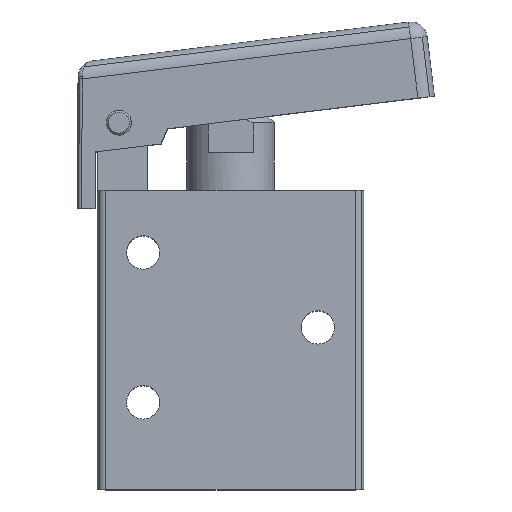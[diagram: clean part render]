
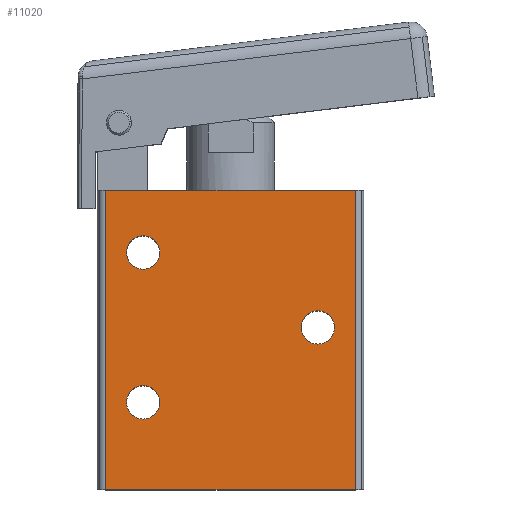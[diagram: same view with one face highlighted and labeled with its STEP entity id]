
A CAD part, top view. The second image highlights one B-rep face of the part: STEP entity #11020.
In plain terms, the highlighted planar face has unit normal (0, 0, 1).
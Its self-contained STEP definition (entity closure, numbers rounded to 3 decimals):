
#154=CARTESIAN_POINT('',(-8.5,10.5,8.0));
#155=VERTEX_POINT('',#154);
#171=CARTESIAN_POINT('',(-12.5,10.5,8.0));
#172=VERTEX_POINT('',#171);
#179=CARTESIAN_POINT('',(-10.5,10.5,8.0));
#180=DIRECTION('',(0.0,0.0,-1.0));
#181=DIRECTION('',(1.0,0.0,0.0));
#182=AXIS2_PLACEMENT_3D('',#179,#180,#181);
#183=CIRCLE('',#182,2.0);
#184=EDGE_CURVE('',#155,#172,#183,.T.);
#196=CARTESIAN_POINT('',(12.5,1.5,8.0));
#197=VERTEX_POINT('',#196);
#213=CARTESIAN_POINT('',(8.5,1.5,8.0));
#214=VERTEX_POINT('',#213);
#221=CARTESIAN_POINT('',(10.5,1.5,8.0));
#222=DIRECTION('',(0.0,0.0,-1.0));
#223=DIRECTION('',(1.0,0.0,0.0));
#224=AXIS2_PLACEMENT_3D('',#221,#222,#223);
#225=CIRCLE('',#224,2.0);
#226=EDGE_CURVE('',#197,#214,#225,.T.);
#238=CARTESIAN_POINT('',(-8.5,-7.5,8.0));
#239=VERTEX_POINT('',#238);
#255=CARTESIAN_POINT('',(-12.5,-7.5,8.0));
#256=VERTEX_POINT('',#255);
#263=CARTESIAN_POINT('',(-10.5,-7.5,8.0));
#264=DIRECTION('',(0.0,0.0,-1.0));
#265=DIRECTION('',(1.0,0.0,0.0));
#266=AXIS2_PLACEMENT_3D('',#263,#264,#265);
#267=CIRCLE('',#266,2.0);
#268=EDGE_CURVE('',#239,#256,#267,.T.);
#666=CARTESIAN_POINT('',(15.,18.,8.0));
#667=VERTEX_POINT('',#666);
#675=CARTESIAN_POINT('',(15.,-18.0,8.0));
#676=VERTEX_POINT('',#675);
#677=CARTESIAN_POINT('',(15.,18.,8.0));
#678=DIRECTION('',(0.0,-1.0,0.0));
#679=VECTOR('',#678,36.);
#680=LINE('',#677,#679);
#681=EDGE_CURVE('',#667,#676,#680,.T.);
#708=CARTESIAN_POINT('',(-15.0,-18.,8.0));
#709=VERTEX_POINT('',#708);
#717=CARTESIAN_POINT('',(-15.0,18.,8.0));
#718=VERTEX_POINT('',#717);
#719=CARTESIAN_POINT('',(-15.0,-18.,8.0));
#720=DIRECTION('',(0.0,1.0,0.0));
#721=VECTOR('',#720,36.);
#722=LINE('',#719,#721);
#723=EDGE_CURVE('',#709,#718,#722,.T.);
#10810=CARTESIAN_POINT('',(-15.0,18.,8.0));
#10811=DIRECTION('',(1.0,0.0,0.0));
#10812=VECTOR('',#10811,30.0);
#10813=LINE('',#10810,#10812);
#10814=EDGE_CURVE('',#718,#667,#10813,.T.);
#10974=CARTESIAN_POINT('',(0.,0.,8.0));
#10975=DIRECTION('',(0.0,0.0,1.0));
#10976=DIRECTION('',(1.0,0.0,0.0));
#10977=AXIS2_PLACEMENT_3D('',#10974,#10975,#10976);
#10978=PLANE('',#10977);
#10979=ORIENTED_EDGE('',*,*,#723,.F.);
#10980=CARTESIAN_POINT('',(15.,-18.0,8.0));
#10981=DIRECTION('',(-1.0,0.0,0.0));
#10982=VECTOR('',#10981,30.);
#10983=LINE('',#10980,#10982);
#10984=EDGE_CURVE('',#676,#709,#10983,.T.);
#10985=ORIENTED_EDGE('',*,*,#10984,.F.);
#10986=ORIENTED_EDGE('',*,*,#681,.F.);
#10987=ORIENTED_EDGE('',*,*,#10814,.F.);
#10988=EDGE_LOOP('',(#10979,#10985,#10986,#10987));
#10989=FACE_OUTER_BOUND('',#10988,.T.);
#10990=ORIENTED_EDGE('',*,*,#184,.T.);
#10991=CARTESIAN_POINT('',(-10.5,10.5,8.0));
#10992=DIRECTION('',(0.0,0.0,-1.0));
#10993=DIRECTION('',(1.0,0.0,0.0));
#10994=AXIS2_PLACEMENT_3D('',#10991,#10992,#10993);
#10995=CIRCLE('',#10994,2.0);
#10996=EDGE_CURVE('',#172,#155,#10995,.T.);
#10997=ORIENTED_EDGE('',*,*,#10996,.T.);
#10998=EDGE_LOOP('',(#10990,#10997));
#10999=FACE_BOUND('',#10998,.T.);
#11000=ORIENTED_EDGE('',*,*,#226,.T.);
#11001=CARTESIAN_POINT('',(10.5,1.5,8.0));
#11002=DIRECTION('',(0.0,0.0,-1.0));
#11003=DIRECTION('',(1.0,0.0,0.0));
#11004=AXIS2_PLACEMENT_3D('',#11001,#11002,#11003);
#11005=CIRCLE('',#11004,2.0);
#11006=EDGE_CURVE('',#214,#197,#11005,.T.);
#11007=ORIENTED_EDGE('',*,*,#11006,.T.);
#11008=EDGE_LOOP('',(#11000,#11007));
#11009=FACE_BOUND('',#11008,.T.);
#11010=ORIENTED_EDGE('',*,*,#268,.T.);
#11011=CARTESIAN_POINT('',(-10.5,-7.5,8.0));
#11012=DIRECTION('',(0.0,0.0,-1.0));
#11013=DIRECTION('',(1.0,0.0,0.0));
#11014=AXIS2_PLACEMENT_3D('',#11011,#11012,#11013);
#11015=CIRCLE('',#11014,2.0);
#11016=EDGE_CURVE('',#256,#239,#11015,.T.);
#11017=ORIENTED_EDGE('',*,*,#11016,.T.);
#11018=EDGE_LOOP('',(#11010,#11017));
#11019=FACE_BOUND('',#11018,.T.);
#11020=ADVANCED_FACE('',(#10989,#10999,#11009,#11019),#10978,.T.);
